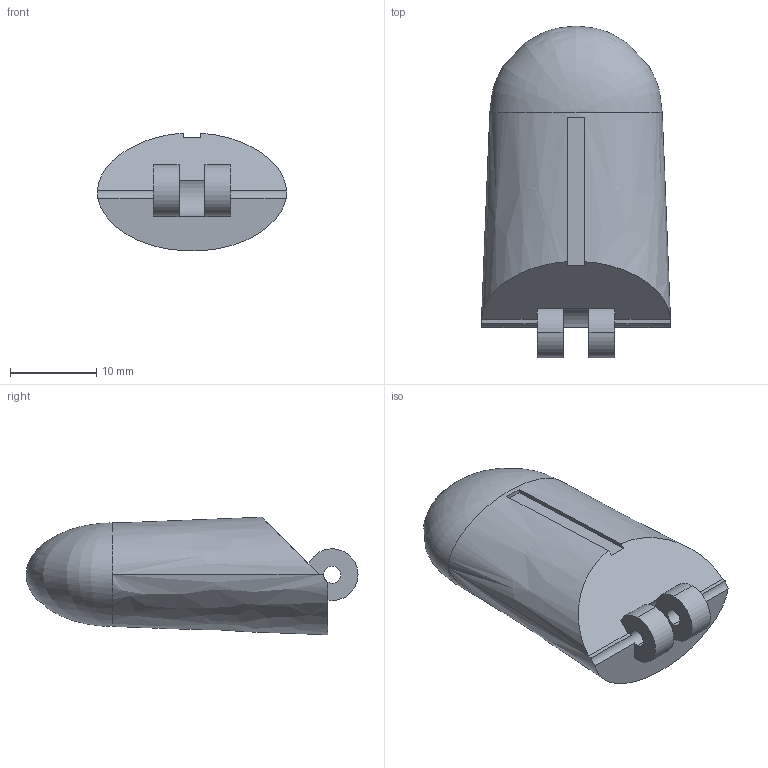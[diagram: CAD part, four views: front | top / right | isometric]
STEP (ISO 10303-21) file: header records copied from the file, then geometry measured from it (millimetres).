
FILE_DESCRIPTION (( 'STEP AP214' ), '1' );
FILE_NAME ('Part 2.STEP', '2025-11-24T19:41:53', ( '' ), ( '' ), 'SwSTEP 2.0', 'SolidWorks 2023', '' );
FILE_SCHEMA (( 'AUTOMOTIVE_DESIGN' ));
Length unit declared in the file: millimetre
Products named in the file (1): Part 2
Bounding box: 21.96 x 38.5 x 13.63 mm (x, y, z)
Volume: 6023.1 mm3; surface area: 2320.6 mm2
Topology: 1 solids, 2 shells, 32 faces, 97 edges, 65 vertices
Faces by surface type: plane 18, cylinder 11, bspline 3
Entity records: 1950 total; most frequent: CARTESIAN_POINT 1090, ORIENTED_EDGE 190, DIRECTION 155, EDGE_CURVE 95, VERTEX_POINT 65, AXIS2_PLACEMENT_3D 54, VECTOR 47, LINE 47
